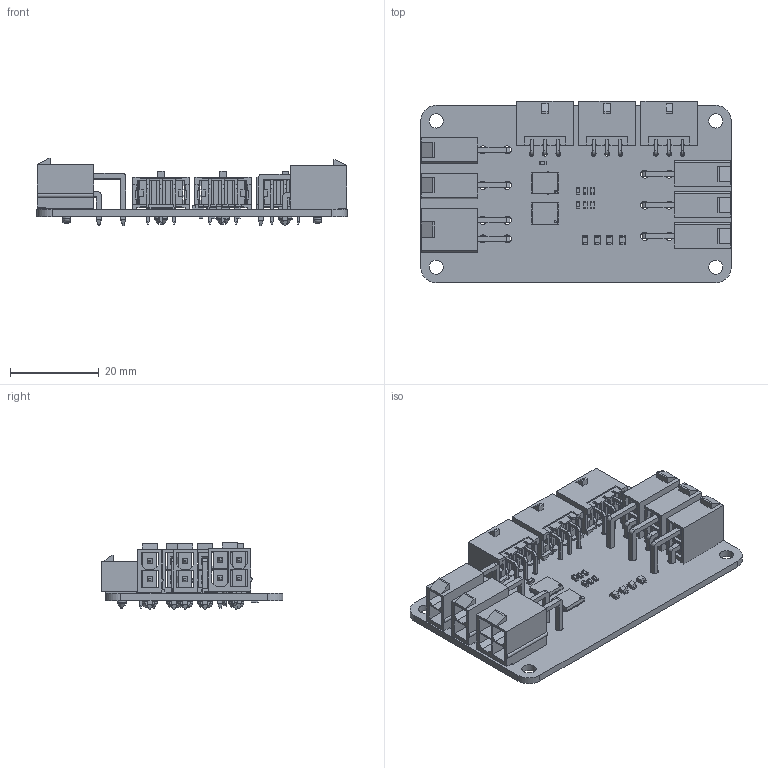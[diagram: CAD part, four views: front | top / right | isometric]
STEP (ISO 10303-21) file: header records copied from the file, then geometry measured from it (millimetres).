
FILE_DESCRIPTION(('KiCad electronic assembly'),'2;1');
FILE_NAME('Hub puissance V1.0.step','2021-01-19T01:46:55',('An Author'), ('A Company'),'Open CASCADE STEP processor 6.9', 'KiCad to STEP converter','Unknown');
FILE_SCHEMA(('AUTOMOTIVE_DESIGN { 1 0 10303 214 1 1 1 1 }'));
Length unit declared in the file: millimetre
Products named in the file (16): Open CASCADE STEP translator 6.9 1; LED_0805_2012Metric; SOLID; R_0603_1608Metric; 649002227222_(rev1); COMPOUND; SI7994DP-T1-GE3; C_0603_1608Metric; 649004227222_(rev1); 66200621022_(rev1)
Assembly tree (34 placements, depth 3):
  Open CASCADE STEP translator 6.9 1
    LED_0805_2012Metric  x4
      SOLID
    R_0603_1608Metric  x8
      SOLID
    649002227222_(rev1)  x5
      COMPOUND
    SI7994DP-T1-GE3  x2
      COMPOUND
    C_0603_1608Metric  x3
      SOLID
    649004227222_(rev1)
      COMPOUND
    66200621022_(rev1)  x3
      COMPOUND
    COMPOUND
Bounding box: 70 x 40.95 x 15.15 mm (x, y, z)
Volume: 8812.9 mm3; surface area: 18570 mm2
Topology: 73 solids, 73 shells, 2633 faces, 7017 edges, 4526 vertices
Faces by surface type: plane 2280, cylinder 305, bspline 36, cone 6, revolution 6
Full cylindrical faces by diameter (mm): 1.02 x18, 1.8 x14, 3 x9, 3.2 x4
Entity records: 66631 total; most frequent: CARTESIAN_POINT 12861, DIRECTION 9759, LINE 7086, VECTOR 7086, ORIENTED_EDGE 5160, PCURVE 5160, DEFINITIONAL_REPRESENTATION 5160, EDGE_CURVE 2580
